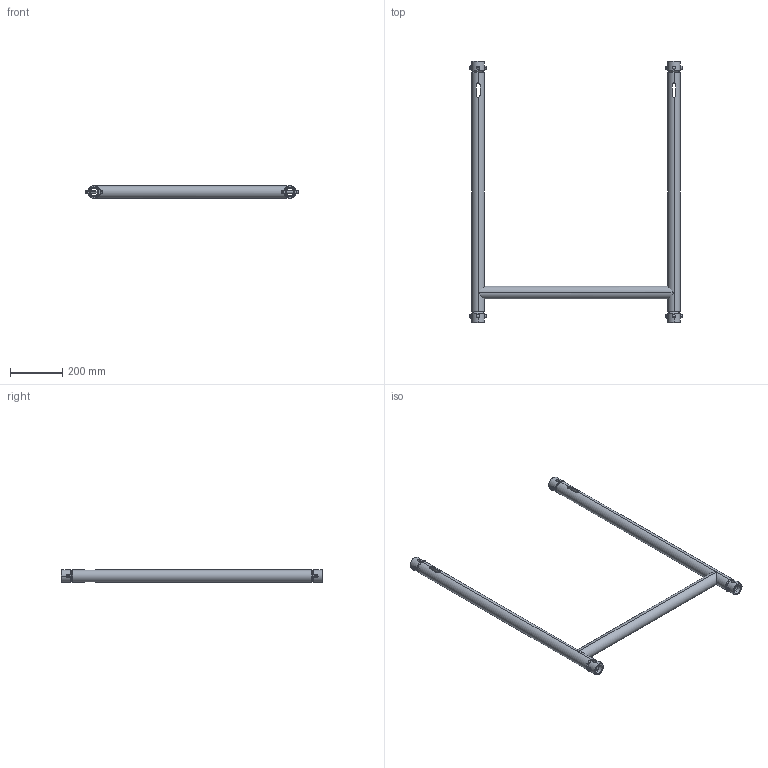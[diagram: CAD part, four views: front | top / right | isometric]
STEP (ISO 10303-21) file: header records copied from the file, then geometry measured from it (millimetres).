
FILE_DESCRIPTION (( 'STEP AP203' ), '1' );
FILE_NAME ('T45910.STEP', '2018-07-30T14:52:39', ( '' ), ( '' ), 'SwSTEP 2.0', 'SolidWorks 2016', '' );
FILE_SCHEMA (( 'CONFIG_CONTROL_DESIGN' ));
Length unit declared in the file: millimetre
Products named in the file (8): SW3dPS-nyloc nut, st stl a2 iso_M8 NYLOC; TH3183; TH3116; TH3181; T45756; TH3135; TH3185; T45910
Assembly tree (14 placements, depth 3):
  T45910
    TH3185
      TH3181
      TH3183  x2
      TH3116  x4
    T45756  x4
      TH3135
      SW3dPS-nyloc nut, st stl a2 iso_M8 NYLOC
Bounding box: 816 x 1000 x 48.3 mm (x, y, z)
Volume: 1693415.7 mm3; surface area: 774625.8 mm2
Topology: 15 solids, 15 shells, 330 faces, 756 edges, 448 vertices
Faces by surface type: cone 136, cylinder 78, plane 76, torus 40
Entity records: 5104 total; most frequent: CARTESIAN_POINT 1867, DIRECTION 478, ORIENTED_EDGE 452, EDGE_CURVE 226, AXIS2_PLACEMENT_3D 201, VERTEX_POINT 136, EDGE_LOOP 112, ADVANCED_FACE 96
